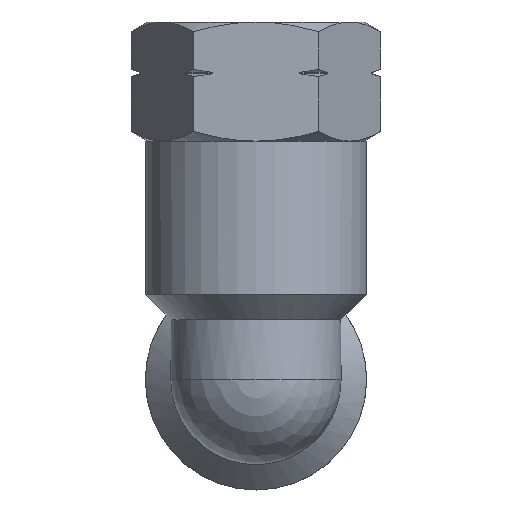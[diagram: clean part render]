
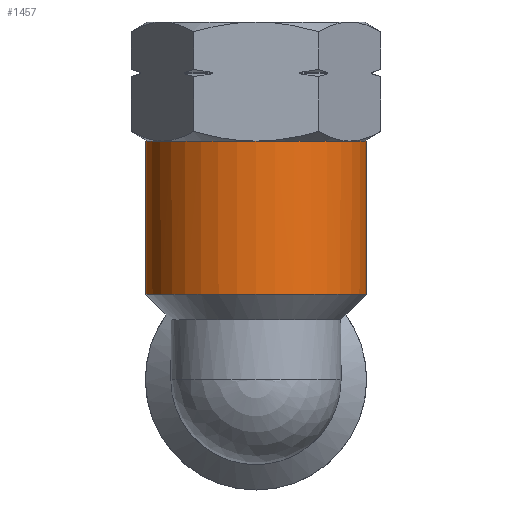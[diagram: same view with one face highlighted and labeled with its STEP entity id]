
A CAD part, left-side view. The second image highlights one B-rep face of the part: STEP entity #1457.
In plain terms, the highlighted cylindrical face has radius 6.5 mm (diameter 13 mm), a full revolution.
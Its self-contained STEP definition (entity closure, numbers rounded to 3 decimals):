
#39=LINE('',#2028,#69);
#40=LINE('',#2032,#70);
#69=VECTOR('',#1693,1000.);
#70=VECTOR('',#1696,1000.);
#111=B_SPLINE_CURVE_WITH_KNOTS('',3,(#2021,#2022,#2023,#2024),
 .UNSPECIFIED.,.F.,.F.,(4,4),(0.001,0.002),
 .UNSPECIFIED.);
#112=B_SPLINE_CURVE_WITH_KNOTS('',3,(#2036,#2037,#2038,#2039),
 .UNSPECIFIED.,.F.,.F.,(4,4),(0.,0.002),
 .UNSPECIFIED.);
#184=ELLIPSE('',#1542,9.192,6.5);
#185=ELLIPSE('',#1543,9.192,6.5);
#186=ELLIPSE('',#1544,9.192,6.5);
#191=CYLINDRICAL_SURFACE('',#1540,6.5);
#230=ORIENTED_EDGE('',*,*,#515,.F.);
#231=ORIENTED_EDGE('',*,*,#516,.F.);
#232=ORIENTED_EDGE('',*,*,#517,.F.);
#233=ORIENTED_EDGE('',*,*,#518,.F.);
#234=ORIENTED_EDGE('',*,*,#519,.F.);
#235=ORIENTED_EDGE('',*,*,#520,.T.);
#236=ORIENTED_EDGE('',*,*,#521,.F.);
#237=ORIENTED_EDGE('',*,*,#522,.F.);
#238=ORIENTED_EDGE('',*,*,#523,.T.);
#515=EDGE_CURVE('',#651,#652,#743,.T.);
#516=EDGE_CURVE('',#653,#651,#111,.T.);
#517=EDGE_CURVE('',#654,#653,#184,.T.);
#518=EDGE_CURVE('',#655,#654,#39,.T.);
#519=EDGE_CURVE('',#656,#655,#185,.T.);
#520=EDGE_CURVE('',#656,#657,#40,.T.);
#521=EDGE_CURVE('',#658,#657,#186,.T.);
#522=EDGE_CURVE('',#652,#658,#112,.T.);
#523=EDGE_CURVE('',#659,#659,#744,.T.);
#651=VERTEX_POINT('',#2019);
#652=VERTEX_POINT('',#2020);
#653=VERTEX_POINT('',#2025);
#654=VERTEX_POINT('',#2027);
#655=VERTEX_POINT('',#2029);
#656=VERTEX_POINT('',#2031);
#657=VERTEX_POINT('',#2033);
#658=VERTEX_POINT('',#2035);
#659=VERTEX_POINT('',#2041);
#743=CIRCLE('',#1541,6.5);
#744=CIRCLE('',#1545,6.5);
#795=EDGE_LOOP('',(#230,#231,#232,#233,#234,#235,#236,#237));
#796=EDGE_LOOP('',(#238));
#886=FACE_BOUND('',#795,.T.);
#887=FACE_BOUND('',#796,.T.);
#1457=ADVANCED_FACE('',(#886,#887),#191,.T.);
#1540=AXIS2_PLACEMENT_3D('',#2017,#1687,#1688);
#1541=AXIS2_PLACEMENT_3D('',#2018,#1689,#1690);
#1542=AXIS2_PLACEMENT_3D('',#2026,#1691,#1692);
#1543=AXIS2_PLACEMENT_3D('',#2030,#1694,#1695);
#1544=AXIS2_PLACEMENT_3D('',#2034,#1697,#1698);
#1545=AXIS2_PLACEMENT_3D('',#2040,#1699,#1700);
#1687=DIRECTION('',(0.,0.,-1.));
#1688=DIRECTION('',(-1.,0.,0.));
#1689=DIRECTION('',(0.,0.,-1.));
#1690=DIRECTION('',(-1.,0.,0.));
#1691=DIRECTION('',(0.707,0.,-0.707));
#1692=DIRECTION('',(-0.707,0.,-0.707));
#1693=DIRECTION('',(0.,0.,-1.));
#1694=DIRECTION('',(-0.707,0.,-0.707));
#1695=DIRECTION('',(0.707,0.,-0.707));
#1696=DIRECTION('',(0.,0.,-1.));
#1697=DIRECTION('',(0.707,0.,-0.707));
#1698=DIRECTION('',(-0.707,0.,-0.707));
#1699=DIRECTION('',(0.,0.,-1.));
#1700=DIRECTION('',(-1.,0.,0.));
#2017=CARTESIAN_POINT('',(0.,0.,0.));
#2018=CARTESIAN_POINT('',(0.,0.,5.));
#2019=CARTESIAN_POINT('',(5.543,-3.394,5.));
#2020=CARTESIAN_POINT('',(5.543,3.394,5.));
#2021=CARTESIAN_POINT('',(6.,-2.5,6.));
#2022=CARTESIAN_POINT('',(5.858,-2.842,5.704));
#2023=CARTESIAN_POINT('',(5.702,-3.135,5.368));
#2024=CARTESIAN_POINT('',(5.543,-3.394,5.));
#2025=CARTESIAN_POINT('',(6.,-2.5,6.));
#2026=CARTESIAN_POINT('',(0.,0.,0.));
#2027=CARTESIAN_POINT('',(6.423,-1.,6.423));
#2028=CARTESIAN_POINT('',(6.423,-1.,0.));
#2029=CARTESIAN_POINT('',(6.423,-1.,8.144));
#2030=CARTESIAN_POINT('',(0.,0.,14.566));
#2031=CARTESIAN_POINT('',(6.423,1.,8.144));
#2032=CARTESIAN_POINT('',(6.423,1.,0.));
#2033=CARTESIAN_POINT('',(6.423,1.,6.423));
#2034=CARTESIAN_POINT('',(0.,0.,0.));
#2035=CARTESIAN_POINT('',(6.,2.5,6.));
#2036=CARTESIAN_POINT('',(5.543,3.394,5.));
#2037=CARTESIAN_POINT('',(5.701,3.136,5.366));
#2038=CARTESIAN_POINT('',(5.857,2.843,5.702));
#2039=CARTESIAN_POINT('',(6.,2.5,6.));
#2040=CARTESIAN_POINT('',(0.,0.,14.));
#2041=CARTESIAN_POINT('',(-6.5,0.,14.));
